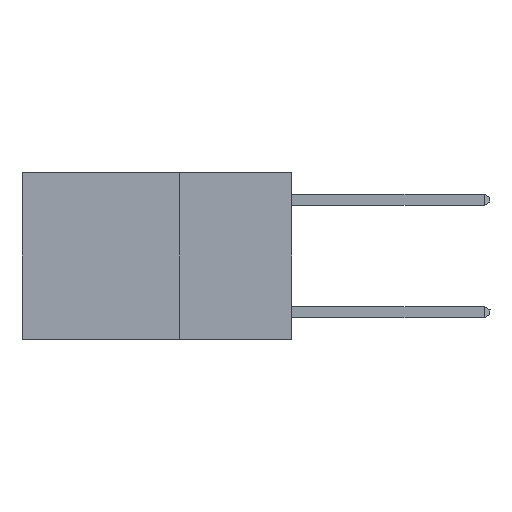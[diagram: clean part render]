
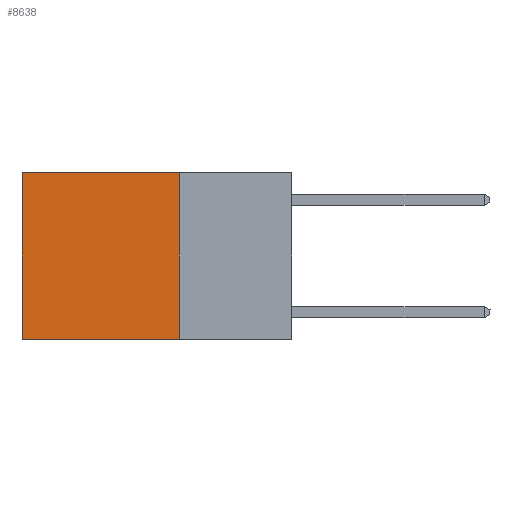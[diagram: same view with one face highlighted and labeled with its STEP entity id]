
A CAD part, left-side view. The second image highlights one B-rep face of the part: STEP entity #8638.
In plain terms, the highlighted planar face has unit normal (-1, 0, 0).
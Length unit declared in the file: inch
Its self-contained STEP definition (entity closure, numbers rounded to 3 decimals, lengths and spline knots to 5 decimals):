
#42 = EDGE_CURVE ( 'NONE', #1415, #5207, #11165, .T. ) ;
#1109 = CARTESIAN_POINT ( 'NONE',  ( 0.2625, 0.25, 0. ) ) ;
#1143 = LINE ( 'NONE', #10221, #3473 ) ;
#1415 = VERTEX_POINT ( 'NONE', #10160 ) ;
#1925 = EDGE_CURVE ( 'NONE', #9391, #5207, #8210, .T. ) ;
#2071 = VECTOR ( 'NONE', #5344, 39.37008 ) ;
#2202 = ORIENTED_EDGE ( 'NONE', *, *, #42, .T. ) ;
#2874 = PLANE ( 'NONE',  #6526 ) ;
#2877 = CARTESIAN_POINT ( 'NONE',  ( 0.2625, 0.25, -0.37 ) ) ;
#3409 = VECTOR ( 'NONE', #8174, 39.37008 ) ;
#3434 = DIRECTION ( 'NONE',  ( 0., 0., -1. ) ) ;
#3473 = VECTOR ( 'NONE', #4832, 39.37008 ) ;
#3493 = ORIENTED_EDGE ( 'NONE', *, *, #1925, .F. ) ;
#3652 = CARTESIAN_POINT ( 'NONE',  ( 0.2625, 0.25, 0. ) ) ;
#3735 = DIRECTION ( 'NONE',  ( 1., 0., 0. ) ) ;
#4233 = FACE_OUTER_BOUND ( 'NONE', #8949, .T. ) ;
#4467 = CARTESIAN_POINT ( 'NONE',  ( 0.2625, 0.25, 0. ) ) ;
#4832 = DIRECTION ( 'NONE',  ( 0., 0., -1. ) ) ;
#5207 = VERTEX_POINT ( 'NONE', #9797 ) ;
#5344 = DIRECTION ( 'NONE',  ( 0., 1., 0. ) ) ;
#5822 = CARTESIAN_POINT ( 'NONE',  ( 0.2625, 0.6, 0. ) ) ;
#6526 = AXIS2_PLACEMENT_3D ( 'NONE', #1109, #3735, #9988 ) ;
#6535 = VERTEX_POINT ( 'NONE', #3652 ) ;
#7015 = EDGE_CURVE ( 'NONE', #6535, #9391, #1143, .T. ) ;
#8030 = CARTESIAN_POINT ( 'NONE',  ( 0.2625, 0.25, -0.37 ) ) ;
#8037 = ORIENTED_EDGE ( 'NONE', *, *, #7015, .F. ) ;
#8174 = DIRECTION ( 'NONE',  ( 0., 1., 0. ) ) ;
#8210 = LINE ( 'NONE', #8030, #3409 ) ;
#8418 = ORIENTED_EDGE ( 'NONE', *, *, #9054, .T. ) ;
#8638 = ADVANCED_FACE ( 'NONE', ( #4233 ), #2874, .F. ) ;
#8949 = EDGE_LOOP ( 'NONE', ( #2202, #3493, #8037, #8418 ) ) ;
#9054 = EDGE_CURVE ( 'NONE', #6535, #1415, #10684, .T. ) ;
#9391 = VERTEX_POINT ( 'NONE', #2877 ) ;
#9797 = CARTESIAN_POINT ( 'NONE',  ( 0.2625, 0.6, -0.37 ) ) ;
#9988 = DIRECTION ( 'NONE',  ( 0., 0., -1. ) ) ;
#10160 = CARTESIAN_POINT ( 'NONE',  ( 0.2625, 0.6, 0. ) ) ;
#10221 = CARTESIAN_POINT ( 'NONE',  ( 0.2625, 0.25, 0. ) ) ;
#10684 = LINE ( 'NONE', #4467, #2071 ) ;
#10909 = VECTOR ( 'NONE', #3434, 39.37008 ) ;
#11165 = LINE ( 'NONE', #5822, #10909 ) ;
